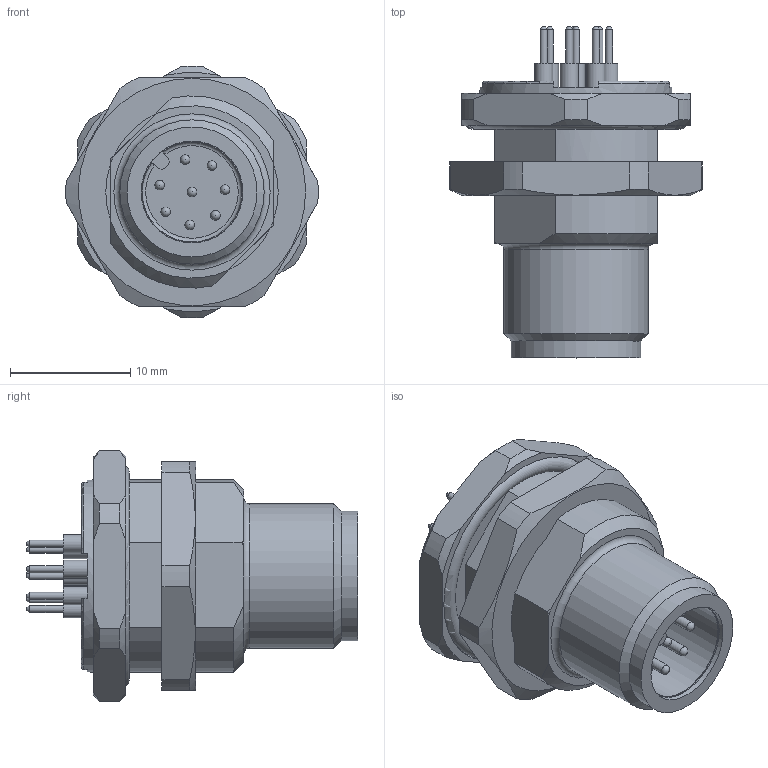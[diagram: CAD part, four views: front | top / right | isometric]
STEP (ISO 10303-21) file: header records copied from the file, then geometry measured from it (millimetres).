
FILE_DESCRIPTION(/* description */ (''),/* implementation_level */ '2;1');
FILE_NAME(/* name */ 'AL-FHM12SUA8-P_M16.stp',/* time_stamp */ '2016-11-16T16:31:54+01:00',/* author */ (''),/* organization */ (''),/* preprocessor_version */ 'ST-DEVELOPER v16',/* originating_system */ 'SIEMENS PLM Software NX 10.0',/* authorisation */ '');
FILE_SCHEMA (('AUTOMOTIVE_DESIGN { 1 0 10303 214 3 1 1 1 }'));
Length unit declared in the file: millimetre
Products named in the file (1): AL-FHM12SUA8-P_M16
Bounding box: 20.99 x 27.6 x 20.89 mm (x, y, z)
Volume: 3662.3 mm3; surface area: 2549.5 mm2
Topology: 1 solids, 1 shells, 158 faces, 420 edges, 279 vertices
Faces by surface type: plane 57, cylinder 54, cone 28, torus 11, sphere 8
Full cylindrical faces by diameter (mm): 0.6 x8, 0.8 x8, 1.5 x8, 8.4 x1, 10.8 x1, 12 x1, 16 x1
Entity records: 4772 total; most frequent: CARTESIAN_POINT 1158, DIRECTION 754, ORIENTED_EDGE 682, EDGE_CURVE 341, AXIS2_PLACEMENT_3D 314, VERTEX_POINT 250, EDGE_LOOP 231, ADVANCED_FACE 158
